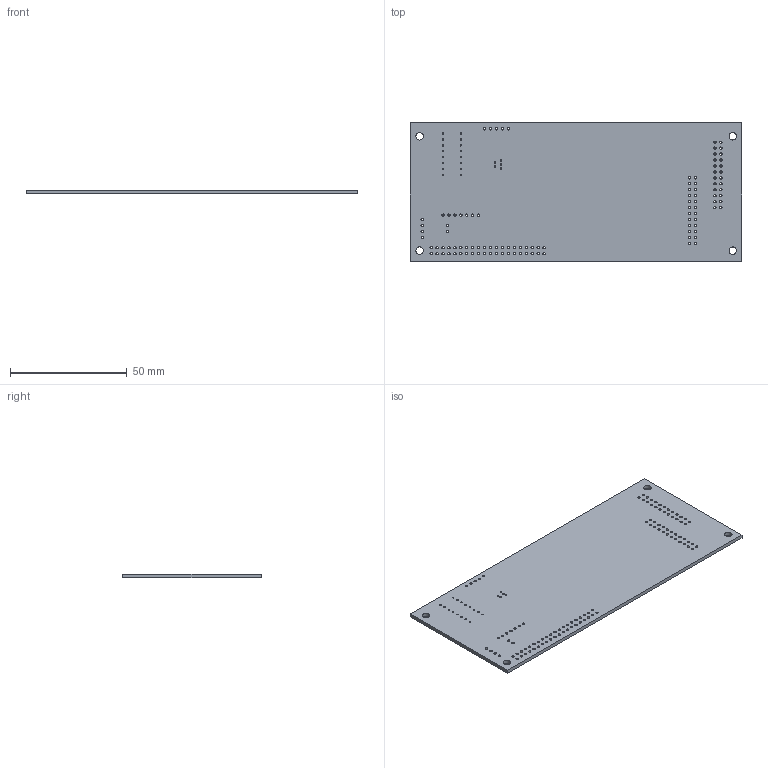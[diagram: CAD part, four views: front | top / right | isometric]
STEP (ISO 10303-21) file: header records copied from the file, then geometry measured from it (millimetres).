
FILE_DESCRIPTION(('KiCad electronic assembly'),'2;1');
FILE_NAME('ArgonCubeSlowControl.step','2020-09-03T14:40:06',('An Author' ),('A Company'),'Open CASCADE STEP processor 6.8', 'KiCad to STEP converter','Unknown');
FILE_SCHEMA(('AUTOMOTIVE_DESIGN_CC2 { 1 2 10303 214 -1 1 5 4 }'));
Length unit declared in the file: millimetre
Products named in the file (2): Open CASCADE STEP translator 6.8 1; COMPOUND
Assembly tree (1 placements, depth 2):
  Open CASCADE STEP translator 6.8 1
    COMPOUND
Bounding box: 141.6 x 59.05 x 1.6 mm (x, y, z)
Volume: 13181.4 mm3; surface area: 17792 mm2
Topology: 1 solids, 1 shells, 137 faces, 405 edges, 270 vertices
Faces by surface type: cylinder 131, plane 6
Full cylindrical faces by diameter (mm): 0.7 x5, 0.711 x16, 1 x102, 1.06 x4, 3.2 x4
Entity records: 10577 total; most frequent: DIRECTION 1755, CARTESIAN_POINT 1624, ORIENTED_EDGE 810, PCURVE 810, DEFINITIONAL_REPRESENTATION 810, LINE 691, VECTOR 691, CIRCLE 524
